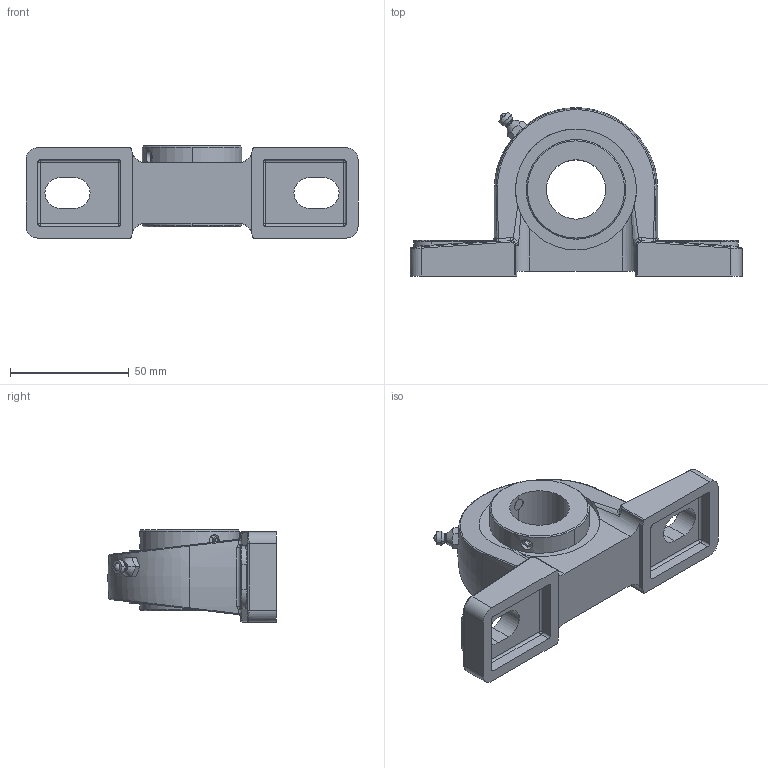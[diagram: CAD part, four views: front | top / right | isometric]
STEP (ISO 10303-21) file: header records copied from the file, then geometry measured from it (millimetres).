
FILE_DESCRIPTION (( 'STEP AP203' ), '1' );
FILE_NAME ('UCP205-FKB_203.STEP', '2014-11-10T03:06:52', ( '' ), ( '' ), 'SwSTEP 2.0', 'SolidWorks 2010', '' );
FILE_SCHEMA (( 'CONFIG_CONTROL_DESIGN' ));
Length unit declared in the file: millimetre
Products named in the file (1): UCP205-FKB_203
Bounding box: 140 x 70.95 x 38.8 mm (x, y, z)
Volume: 128163.6 mm3; surface area: 27914 mm2
Topology: 1 solids, 1 shells, 239 faces, 576 edges, 333 vertices
Faces by surface type: cylinder 82, plane 68, bspline 58, torus 11, cone 10, sphere 10
Entity records: 14015 total; most frequent: CARTESIAN_POINT 8881, ORIENTED_EDGE 1120, DIRECTION 968, EDGE_CURVE 560, AXIS2_PLACEMENT_3D 378, VERTEX_POINT 333, EDGE_LOOP 255, ADVANCED_FACE 239
